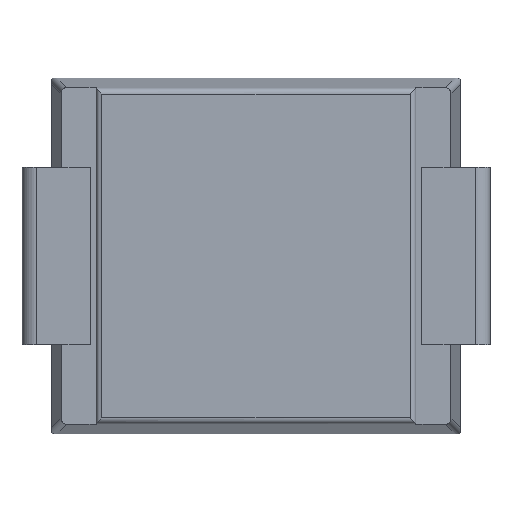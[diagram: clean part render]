
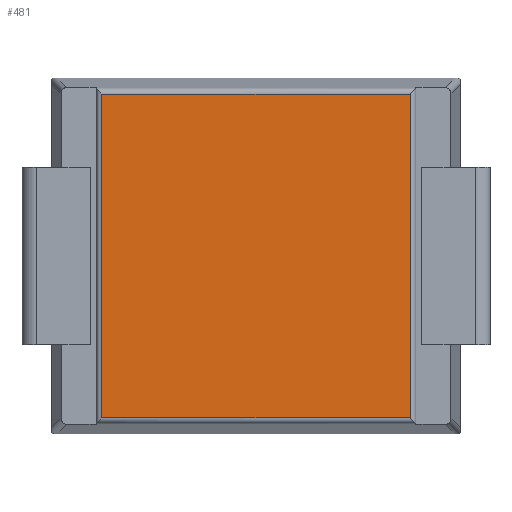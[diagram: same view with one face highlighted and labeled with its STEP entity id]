
A CAD part, front view. The second image highlights one B-rep face of the part: STEP entity #481.
In plain terms, the highlighted planar face has unit normal (0, -1, 0).
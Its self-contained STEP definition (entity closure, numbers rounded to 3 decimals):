
#4 = EDGE_CURVE ( 'NONE', #1711, #1723, #1587, .T. ) ;
#6 = DIRECTION ( 'NONE',  ( 0., -1., 0. ) ) ;
#58 = DIRECTION ( 'NONE',  ( -1., 0., 0. ) ) ;
#68 = DIRECTION ( 'NONE',  ( 0., 0., -1. ) ) ;
#147 = DIRECTION ( 'NONE',  ( 0., 0., -1. ) ) ;
#221 = ORIENTED_EDGE ( 'NONE', *, *, #922, .T. ) ;
#222 = PLANE ( 'NONE',  #940 ) ;
#224 = VECTOR ( 'NONE', #58, 1000. ) ;
#325 = ORIENTED_EDGE ( 'NONE', *, *, #2537, .T. ) ;
#362 = CARTESIAN_POINT ( 'NONE',  ( 2.6, -1.028, -2.734 ) ) ;
#481 = ADVANCED_FACE ( 'NONE', ( #634 ), #222, .T. ) ;
#613 = DIRECTION ( 'NONE',  ( 0., 0., 1. ) ) ;
#619 = VECTOR ( 'NONE', #613, 1000. ) ;
#634 = FACE_OUTER_BOUND ( 'NONE', #1616, .T. ) ;
#866 = CARTESIAN_POINT ( 'NONE',  ( 2.6, -1.028, 2.734 ) ) ;
#872 = CARTESIAN_POINT ( 'NONE',  ( -2.6, -1.028, 2.734 ) ) ;
#922 = EDGE_CURVE ( 'NONE', #1034, #1404, #986, .T. ) ;
#940 = AXIS2_PLACEMENT_3D ( 'NONE', #1400, #6, #68 ) ;
#986 = LINE ( 'NONE', #1784, #619 ) ;
#1034 = VERTEX_POINT ( 'NONE', #362 ) ;
#1289 = CARTESIAN_POINT ( 'NONE',  ( 2.7, -1.028, -2.734 ) ) ;
#1295 = LINE ( 'NONE', #1715, #224 ) ;
#1302 = CARTESIAN_POINT ( 'NONE',  ( -2.6, -1.028, -2.734 ) ) ;
#1329 = VECTOR ( 'NONE', #2136, 1000. ) ;
#1355 = ORIENTED_EDGE ( 'NONE', *, *, #1401, .T. ) ;
#1400 = CARTESIAN_POINT ( 'NONE',  ( 0., -1.028, 3. ) ) ;
#1401 = EDGE_CURVE ( 'NONE', #1404, #1711, #1295, .T. ) ;
#1404 = VERTEX_POINT ( 'NONE', #866 ) ;
#1587 = LINE ( 'NONE', #1946, #1839 ) ;
#1616 = EDGE_LOOP ( 'NONE', ( #2313, #325, #221, #1355 ) ) ;
#1711 = VERTEX_POINT ( 'NONE', #872 ) ;
#1715 = CARTESIAN_POINT ( 'NONE',  ( 0., -1.028, 2.734 ) ) ;
#1723 = VERTEX_POINT ( 'NONE', #1302 ) ;
#1784 = CARTESIAN_POINT ( 'NONE',  ( 2.6, -1.028, 3. ) ) ;
#1839 = VECTOR ( 'NONE', #147, 1000. ) ;
#1856 = LINE ( 'NONE', #1289, #1329 ) ;
#1946 = CARTESIAN_POINT ( 'NONE',  ( -2.6, -1.028, -2.818 ) ) ;
#2136 = DIRECTION ( 'NONE',  ( 1., 0., 0. ) ) ;
#2313 = ORIENTED_EDGE ( 'NONE', *, *, #4, .T. ) ;
#2537 = EDGE_CURVE ( 'NONE', #1723, #1034, #1856, .T. ) ;
